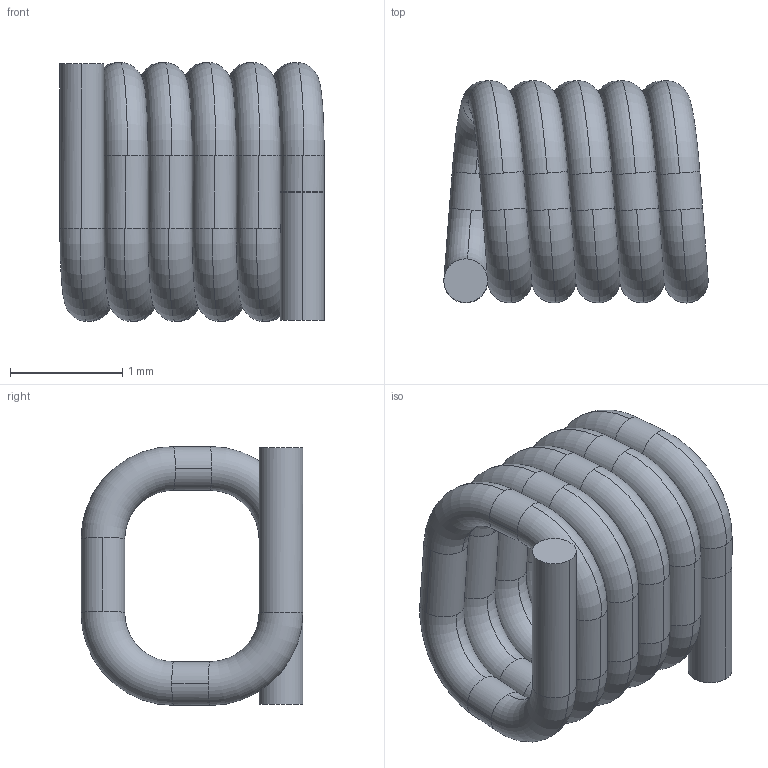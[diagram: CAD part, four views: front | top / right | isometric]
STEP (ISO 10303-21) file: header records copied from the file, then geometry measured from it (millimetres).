
FILE_DESCRIPTION (( 'STEP AP214' ), '1' );
FILE_NAME ('Coilcraft-0908SQ-17N.STEP', '2014-05-16T09:39:21', ( 'Windows User' ), ( '' ), 'SwSTEP 2.0', 'SolidWorks 2014', '' );
FILE_SCHEMA (( 'AUTOMOTIVE_DESIGN' ));
Length unit declared in the file: millimetre
Products named in the file (1): Coilcraft-0908SQ-17N
Bounding box: 2.36 x 1.98 x 2.31 mm (x, y, z)
Volume: 3.9 mm3; surface area: 39.9 mm2
Topology: 2 solids, 2 shells, 88 faces, 252 edges, 168 vertices
Faces by surface type: cylinder 44, torus 40, plane 4
Entity records: 4035 total; most frequent: DIRECTION 638, CARTESIAN_POINT 509, ORIENTED_EDGE 504, AXIS2_PLACEMENT_3D 297, EDGE_CURVE 252, CIRCLE 208, VERTEX_POINT 168, UNCERTAINTY_MEASURE_WITH_UNIT 92
